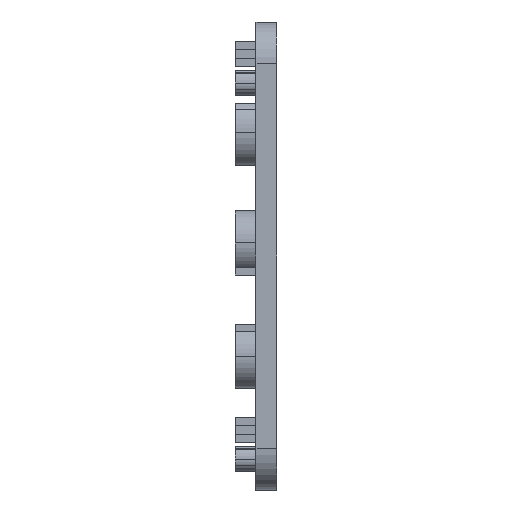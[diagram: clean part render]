
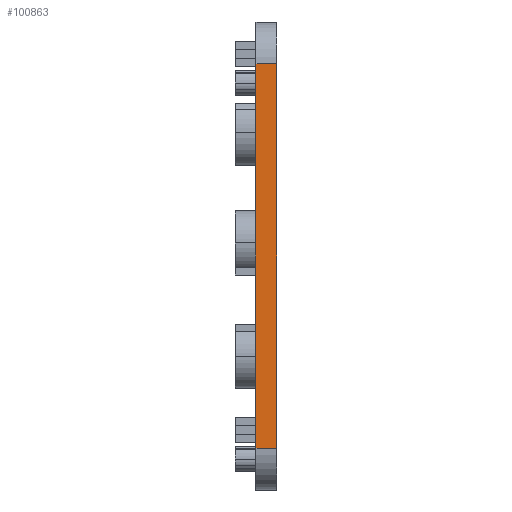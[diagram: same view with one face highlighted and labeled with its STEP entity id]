
A CAD part, left-side view. The second image highlights one B-rep face of the part: STEP entity #100863.
In plain terms, the highlighted planar face has unit normal (-1, 0, 0).
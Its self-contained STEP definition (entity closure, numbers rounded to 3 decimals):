
#106 = VERTEX_POINT ( 'NONE', #51317 ) ;
#3543 = VECTOR ( 'NONE', #76560, 1000. ) ;
#5603 = EDGE_CURVE ( 'NONE', #106, #106875, #93116, .T. ) ;
#5922 = EDGE_CURVE ( 'NONE', #106, #99424, #33769, .T. ) ;
#6956 = AXIS2_PLACEMENT_3D ( 'NONE', #56418, #55316, #106342 ) ;
#10224 = CARTESIAN_POINT ( 'NONE',  ( -42.5, 0., 4.6 ) ) ;
#14848 = FACE_OUTER_BOUND ( 'NONE', #62416, .T. ) ;
#23602 = ORIENTED_EDGE ( 'NONE', *, *, #5922, .F. ) ;
#23756 = DIRECTION ( 'NONE',  ( 0., -1., 0. ) ) ;
#27202 = DIRECTION ( 'NONE',  ( 0., 0., 1. ) ) ;
#30126 = ORIENTED_EDGE ( 'NONE', *, *, #5603, .T. ) ;
#33649 = CARTESIAN_POINT ( 'NONE',  ( -42.5, 0., 4.6 ) ) ;
#33769 = LINE ( 'NONE', #67208, #64753 ) ;
#36056 = CARTESIAN_POINT ( 'NONE',  ( -42.5, 0.5, 4.6 ) ) ;
#37851 = CARTESIAN_POINT ( 'NONE',  ( -42.5, 0., -4.6 ) ) ;
#38392 = PLANE ( 'NONE',  #6956 ) ;
#43109 = LINE ( 'NONE', #10224, #3543 ) ;
#46757 = LINE ( 'NONE', #63719, #107959 ) ;
#51231 = EDGE_CURVE ( 'NONE', #106875, #59885, #43109, .T. ) ;
#51317 = CARTESIAN_POINT ( 'NONE',  ( -42.5, 0.5, -4.6 ) ) ;
#55316 = DIRECTION ( 'NONE',  ( 1., 0., 0. ) ) ;
#56418 = CARTESIAN_POINT ( 'NONE',  ( -42.5, 0.5, 4.6 ) ) ;
#59885 = VERTEX_POINT ( 'NONE', #33649 ) ;
#62416 = EDGE_LOOP ( 'NONE', ( #78108, #91465, #23602, #30126 ) ) ;
#63719 = CARTESIAN_POINT ( 'NONE',  ( -42.5, 0.5, 4.6 ) ) ;
#64753 = VECTOR ( 'NONE', #27202, 1000. ) ;
#64796 = VECTOR ( 'NONE', #101334, 1000. ) ;
#67208 = CARTESIAN_POINT ( 'NONE',  ( -42.5, 0.5, 4.6 ) ) ;
#67864 = CARTESIAN_POINT ( 'NONE',  ( -42.5, 0.5, -4.6 ) ) ;
#76560 = DIRECTION ( 'NONE',  ( 0., 0., 1. ) ) ;
#78108 = ORIENTED_EDGE ( 'NONE', *, *, #51231, .T. ) ;
#91465 = ORIENTED_EDGE ( 'NONE', *, *, #92690, .F. ) ;
#92690 = EDGE_CURVE ( 'NONE', #99424, #59885, #46757, .T. ) ;
#93116 = LINE ( 'NONE', #67864, #64796 ) ;
#99424 = VERTEX_POINT ( 'NONE', #36056 ) ;
#100863 = ADVANCED_FACE ( 'NONE', ( #14848 ), #38392, .F. ) ;
#101334 = DIRECTION ( 'NONE',  ( 0., -1., 0. ) ) ;
#106342 = DIRECTION ( 'NONE',  ( 0., 0., -1. ) ) ;
#106875 = VERTEX_POINT ( 'NONE', #37851 ) ;
#107959 = VECTOR ( 'NONE', #23756, 1000. ) ;
